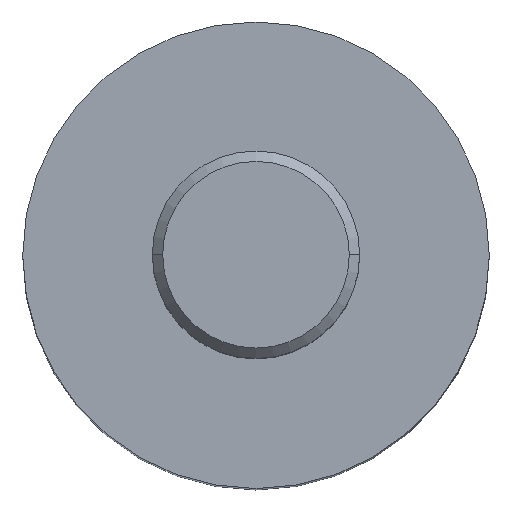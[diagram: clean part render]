
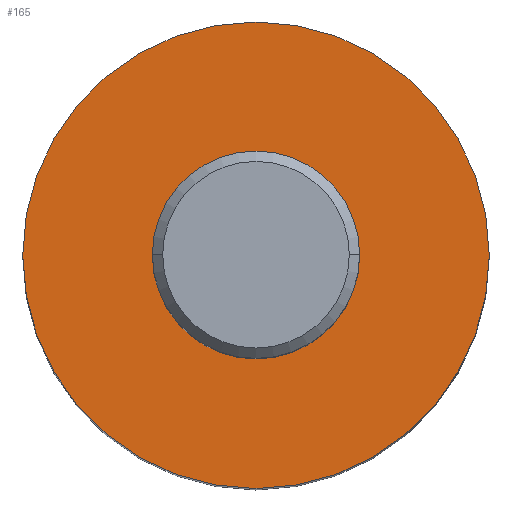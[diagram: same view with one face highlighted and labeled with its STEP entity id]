
A CAD part, top view. The second image highlights one B-rep face of the part: STEP entity #165.
In plain terms, the highlighted planar face has unit normal (0, 0, 1).
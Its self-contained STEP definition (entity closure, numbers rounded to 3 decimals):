
#137=EDGE_CURVE('',#253,#271,#341,.T.);
#165=ADVANCED_FACE('',(#371),#372,.T.);
#229=EDGE_CURVE('',#271,#253,#446,.T.);
#253=VERTEX_POINT('',#474);
#271=VERTEX_POINT('',#494);
#341=CIRCLE('',#564,9.);
#371=FACE_OUTER_BOUND('',#603,.T.);
#372=PLANE('',#604);
#446=CIRCLE('',#693,9.);
#474=CARTESIAN_POINT('',(-9.0,0.,0.));
#494=CARTESIAN_POINT('',(9.,0.,0.));
#564=AXIS2_PLACEMENT_3D('',#827,#828,#829);
#603=EDGE_LOOP('',(#861,#862));
#604=AXIS2_PLACEMENT_3D('',#863,#864,#865);
#693=AXIS2_PLACEMENT_3D('',#968,#969,#970);
#827=CARTESIAN_POINT('',(0.,0.,0.));
#828=DIRECTION('',(0.0,0.0,1.0));
#829=DIRECTION('',(1.0,0.,0.0));
#861=ORIENTED_EDGE('',*,*,#229,.T.);
#862=ORIENTED_EDGE('',*,*,#137,.T.);
#863=CARTESIAN_POINT('',(7.3,0.,0.));
#864=DIRECTION('',(0.0,0.0,1.0));
#865=DIRECTION('',(1.0,0.,0.0));
#968=CARTESIAN_POINT('',(0.,0.,0.));
#969=DIRECTION('',(0.0,0.0,1.0));
#970=DIRECTION('',(1.0,0.,0.0));
